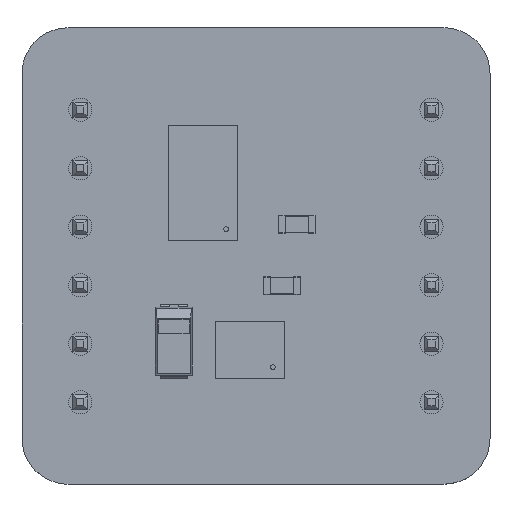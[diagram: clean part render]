
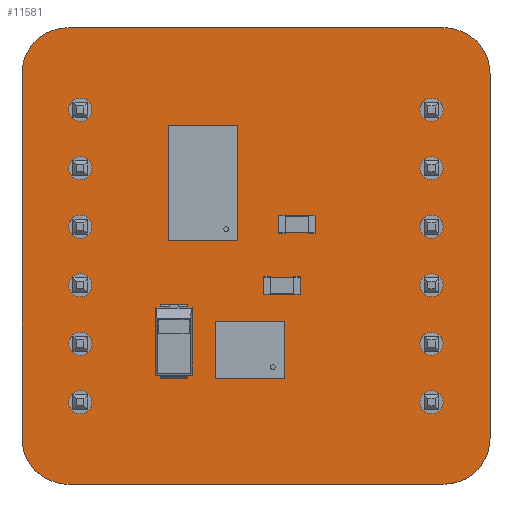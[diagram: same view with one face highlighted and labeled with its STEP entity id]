
A CAD part, top view. The second image highlights one B-rep face of the part: STEP entity #11581.
In plain terms, the highlighted planar face has unit normal (0, 0, 1).
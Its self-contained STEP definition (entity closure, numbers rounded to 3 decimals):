
#11268 = VERTEX_POINT('',#11269);
#11269 = CARTESIAN_POINT('',(18.463,19.809,1.6));
#11275 = EDGE_CURVE('',#11268,#11276,#11278,.T.);
#11276 = VERTEX_POINT('',#11277);
#11277 = CARTESIAN_POINT('',(20.32,17.812,1.6));
#11278 = CIRCLE('',#11279,1.998);
#11279 = AXIS2_PLACEMENT_3D('',#11280,#11281,#11282);
#11280 = CARTESIAN_POINT('',(18.322,17.817,1.6));
#11281 = DIRECTION('',(0.,0.,-1.));
#11282 = DIRECTION('',(0.07,0.998,0.));
#11310 = VERTEX_POINT('',#11311);
#11311 = CARTESIAN_POINT('',(18.32,19.812,1.6));
#11317 = EDGE_CURVE('',#11310,#11268,#11318,.T.);
#11318 = LINE('',#11319,#11320);
#11319 = CARTESIAN_POINT('',(18.32,19.812,1.6));
#11320 = VECTOR('',#11321,1.);
#11321 = DIRECTION('',(1.,-0.018,0.));
#11339 = EDGE_CURVE('',#11276,#11340,#11342,.T.);
#11340 = VERTEX_POINT('',#11341);
#11341 = CARTESIAN_POINT('',(20.32,2.,1.6));
#11342 = LINE('',#11343,#11344);
#11343 = CARTESIAN_POINT('',(20.32,17.812,1.6));
#11344 = VECTOR('',#11345,1.);
#11345 = DIRECTION('',(0.,-1.,0.));
#11581 = ADVANCED_FACE('',(#11582,#11660,#11671,#11682,#11693,#11704,
    #11715,#11726,#11737,#11748,#11759,#11770,#11781),#11792,.T.);
#11582 = FACE_BOUND('',#11583,.T.);
#11583 = EDGE_LOOP('',(#11584,#11585,#11586,#11594,#11603,#11611,#11619,
    #11628,#11636,#11644,#11653,#11659));
#11584 = ORIENTED_EDGE('',*,*,#11275,.F.);
#11585 = ORIENTED_EDGE('',*,*,#11317,.F.);
#11586 = ORIENTED_EDGE('',*,*,#11587,.F.);
#11587 = EDGE_CURVE('',#11588,#11310,#11590,.T.);
#11588 = VERTEX_POINT('',#11589);
#11589 = CARTESIAN_POINT('',(2.,19.812,1.6));
#11590 = LINE('',#11591,#11592);
#11591 = CARTESIAN_POINT('',(2.,19.812,1.6));
#11592 = VECTOR('',#11593,1.);
#11593 = DIRECTION('',(1.,0.,0.));
#11594 = ORIENTED_EDGE('',*,*,#11595,.F.);
#11595 = EDGE_CURVE('',#11596,#11588,#11598,.T.);
#11596 = VERTEX_POINT('',#11597);
#11597 = CARTESIAN_POINT('',(0.003,17.955,1.6));
#11598 = CIRCLE('',#11599,1.998);
#11599 = AXIS2_PLACEMENT_3D('',#11600,#11601,#11602);
#11600 = CARTESIAN_POINT('',(1.995,17.814,1.6));
#11601 = DIRECTION('',(0.,0.,-1.));
#11602 = DIRECTION('',(-0.998,0.07,0.));
#11603 = ORIENTED_EDGE('',*,*,#11604,.F.);
#11604 = EDGE_CURVE('',#11605,#11596,#11607,.T.);
#11605 = VERTEX_POINT('',#11606);
#11606 = CARTESIAN_POINT('',(0.,17.812,1.6));
#11607 = LINE('',#11608,#11609);
#11608 = CARTESIAN_POINT('',(0.,17.812,1.6));
#11609 = VECTOR('',#11610,1.);
#11610 = DIRECTION('',(0.018,1.,0.));
#11611 = ORIENTED_EDGE('',*,*,#11612,.F.);
#11612 = EDGE_CURVE('',#11613,#11605,#11615,.T.);
#11613 = VERTEX_POINT('',#11614);
#11614 = CARTESIAN_POINT('',(0.,2.,1.6));
#11615 = LINE('',#11616,#11617);
#11616 = CARTESIAN_POINT('',(0.,2.,1.6));
#11617 = VECTOR('',#11618,1.);
#11618 = DIRECTION('',(0.,1.,0.));
#11619 = ORIENTED_EDGE('',*,*,#11620,.F.);
#11620 = EDGE_CURVE('',#11621,#11613,#11623,.T.);
#11621 = VERTEX_POINT('',#11622);
#11622 = CARTESIAN_POINT('',(1.857,0.003,1.6));
#11623 = CIRCLE('',#11624,1.998);
#11624 = AXIS2_PLACEMENT_3D('',#11625,#11626,#11627);
#11625 = CARTESIAN_POINT('',(1.998,1.995,1.6));
#11626 = DIRECTION('',(0.,0.,-1.));
#11627 = DIRECTION('',(-0.07,-0.998,-0.));
#11628 = ORIENTED_EDGE('',*,*,#11629,.F.);
#11629 = EDGE_CURVE('',#11630,#11621,#11632,.T.);
#11630 = VERTEX_POINT('',#11631);
#11631 = CARTESIAN_POINT('',(2.,0.,1.6));
#11632 = LINE('',#11633,#11634);
#11633 = CARTESIAN_POINT('',(2.,0.,1.6));
#11634 = VECTOR('',#11635,1.);
#11635 = DIRECTION('',(-1.,0.018,0.));
#11636 = ORIENTED_EDGE('',*,*,#11637,.F.);
#11637 = EDGE_CURVE('',#11638,#11630,#11640,.T.);
#11638 = VERTEX_POINT('',#11639);
#11639 = CARTESIAN_POINT('',(18.32,0.,1.6));
#11640 = LINE('',#11641,#11642);
#11641 = CARTESIAN_POINT('',(18.32,0.,1.6));
#11642 = VECTOR('',#11643,1.);
#11643 = DIRECTION('',(-1.,0.,0.));
#11644 = ORIENTED_EDGE('',*,*,#11645,.F.);
#11645 = EDGE_CURVE('',#11646,#11638,#11648,.T.);
#11646 = VERTEX_POINT('',#11647);
#11647 = CARTESIAN_POINT('',(20.317,1.857,1.6));
#11648 = CIRCLE('',#11649,1.998);
#11649 = AXIS2_PLACEMENT_3D('',#11650,#11651,#11652);
#11650 = CARTESIAN_POINT('',(18.325,1.998,1.6));
#11651 = DIRECTION('',(0.,0.,-1.));
#11652 = DIRECTION('',(0.998,-0.07,0.));
#11653 = ORIENTED_EDGE('',*,*,#11654,.F.);
#11654 = EDGE_CURVE('',#11340,#11646,#11655,.T.);
#11655 = LINE('',#11656,#11657);
#11656 = CARTESIAN_POINT('',(20.32,2.,1.6));
#11657 = VECTOR('',#11658,1.);
#11658 = DIRECTION('',(-0.018,-1.,0.));
#11659 = ORIENTED_EDGE('',*,*,#11339,.F.);
#11660 = FACE_BOUND('',#11661,.T.);
#11661 = EDGE_LOOP('',(#11662));
#11662 = ORIENTED_EDGE('',*,*,#11663,.T.);
#11663 = EDGE_CURVE('',#11664,#11664,#11666,.T.);
#11664 = VERTEX_POINT('',#11665);
#11665 = CARTESIAN_POINT('',(2.53,3.056,1.6));
#11666 = CIRCLE('',#11667,0.5);
#11667 = AXIS2_PLACEMENT_3D('',#11668,#11669,#11670);
#11668 = CARTESIAN_POINT('',(2.53,3.556,1.6));
#11669 = DIRECTION('',(-0.,0.,-1.));
#11670 = DIRECTION('',(-0.,-1.,0.));
#11671 = FACE_BOUND('',#11672,.T.);
#11672 = EDGE_LOOP('',(#11673));
#11673 = ORIENTED_EDGE('',*,*,#11674,.T.);
#11674 = EDGE_CURVE('',#11675,#11675,#11677,.T.);
#11675 = VERTEX_POINT('',#11676);
#11676 = CARTESIAN_POINT('',(2.53,5.596,1.6));
#11677 = CIRCLE('',#11678,0.5);
#11678 = AXIS2_PLACEMENT_3D('',#11679,#11680,#11681);
#11679 = CARTESIAN_POINT('',(2.53,6.096,1.6));
#11680 = DIRECTION('',(-0.,0.,-1.));
#11681 = DIRECTION('',(-0.,-1.,0.));
#11682 = FACE_BOUND('',#11683,.T.);
#11683 = EDGE_LOOP('',(#11684));
#11684 = ORIENTED_EDGE('',*,*,#11685,.T.);
#11685 = EDGE_CURVE('',#11686,#11686,#11688,.T.);
#11686 = VERTEX_POINT('',#11687);
#11687 = CARTESIAN_POINT('',(2.53,8.136,1.6));
#11688 = CIRCLE('',#11689,0.5);
#11689 = AXIS2_PLACEMENT_3D('',#11690,#11691,#11692);
#11690 = CARTESIAN_POINT('',(2.53,8.636,1.6));
#11691 = DIRECTION('',(-0.,0.,-1.));
#11692 = DIRECTION('',(-0.,-1.,0.));
#11693 = FACE_BOUND('',#11694,.T.);
#11694 = EDGE_LOOP('',(#11695));
#11695 = ORIENTED_EDGE('',*,*,#11696,.T.);
#11696 = EDGE_CURVE('',#11697,#11697,#11699,.T.);
#11697 = VERTEX_POINT('',#11698);
#11698 = CARTESIAN_POINT('',(17.78,3.056,1.6));
#11699 = CIRCLE('',#11700,0.5);
#11700 = AXIS2_PLACEMENT_3D('',#11701,#11702,#11703);
#11701 = CARTESIAN_POINT('',(17.78,3.556,1.6));
#11702 = DIRECTION('',(-0.,0.,-1.));
#11703 = DIRECTION('',(-0.,-1.,0.));
#11704 = FACE_BOUND('',#11705,.T.);
#11705 = EDGE_LOOP('',(#11706));
#11706 = ORIENTED_EDGE('',*,*,#11707,.T.);
#11707 = EDGE_CURVE('',#11708,#11708,#11710,.T.);
#11708 = VERTEX_POINT('',#11709);
#11709 = CARTESIAN_POINT('',(17.78,5.596,1.6));
#11710 = CIRCLE('',#11711,0.5);
#11711 = AXIS2_PLACEMENT_3D('',#11712,#11713,#11714);
#11712 = CARTESIAN_POINT('',(17.78,6.096,1.6));
#11713 = DIRECTION('',(-0.,0.,-1.));
#11714 = DIRECTION('',(-0.,-1.,0.));
#11715 = FACE_BOUND('',#11716,.T.);
#11716 = EDGE_LOOP('',(#11717));
#11717 = ORIENTED_EDGE('',*,*,#11718,.T.);
#11718 = EDGE_CURVE('',#11719,#11719,#11721,.T.);
#11719 = VERTEX_POINT('',#11720);
#11720 = CARTESIAN_POINT('',(17.78,8.136,1.6));
#11721 = CIRCLE('',#11722,0.5);
#11722 = AXIS2_PLACEMENT_3D('',#11723,#11724,#11725);
#11723 = CARTESIAN_POINT('',(17.78,8.636,1.6));
#11724 = DIRECTION('',(-0.,0.,-1.));
#11725 = DIRECTION('',(-0.,-1.,0.));
#11726 = FACE_BOUND('',#11727,.T.);
#11727 = EDGE_LOOP('',(#11728));
#11728 = ORIENTED_EDGE('',*,*,#11729,.T.);
#11729 = EDGE_CURVE('',#11730,#11730,#11732,.T.);
#11730 = VERTEX_POINT('',#11731);
#11731 = CARTESIAN_POINT('',(2.53,10.676,1.6));
#11732 = CIRCLE('',#11733,0.5);
#11733 = AXIS2_PLACEMENT_3D('',#11734,#11735,#11736);
#11734 = CARTESIAN_POINT('',(2.53,11.176,1.6));
#11735 = DIRECTION('',(-0.,0.,-1.));
#11736 = DIRECTION('',(-0.,-1.,0.));
#11737 = FACE_BOUND('',#11738,.T.);
#11738 = EDGE_LOOP('',(#11739));
#11739 = ORIENTED_EDGE('',*,*,#11740,.T.);
#11740 = EDGE_CURVE('',#11741,#11741,#11743,.T.);
#11741 = VERTEX_POINT('',#11742);
#11742 = CARTESIAN_POINT('',(2.53,13.216,1.6));
#11743 = CIRCLE('',#11744,0.5);
#11744 = AXIS2_PLACEMENT_3D('',#11745,#11746,#11747);
#11745 = CARTESIAN_POINT('',(2.53,13.716,1.6));
#11746 = DIRECTION('',(-0.,0.,-1.));
#11747 = DIRECTION('',(-0.,-1.,0.));
#11748 = FACE_BOUND('',#11749,.T.);
#11749 = EDGE_LOOP('',(#11750));
#11750 = ORIENTED_EDGE('',*,*,#11751,.T.);
#11751 = EDGE_CURVE('',#11752,#11752,#11754,.T.);
#11752 = VERTEX_POINT('',#11753);
#11753 = CARTESIAN_POINT('',(2.53,15.756,1.6));
#11754 = CIRCLE('',#11755,0.5);
#11755 = AXIS2_PLACEMENT_3D('',#11756,#11757,#11758);
#11756 = CARTESIAN_POINT('',(2.53,16.256,1.6));
#11757 = DIRECTION('',(-0.,0.,-1.));
#11758 = DIRECTION('',(-0.,-1.,0.));
#11759 = FACE_BOUND('',#11760,.T.);
#11760 = EDGE_LOOP('',(#11761));
#11761 = ORIENTED_EDGE('',*,*,#11762,.T.);
#11762 = EDGE_CURVE('',#11763,#11763,#11765,.T.);
#11763 = VERTEX_POINT('',#11764);
#11764 = CARTESIAN_POINT('',(17.78,10.676,1.6));
#11765 = CIRCLE('',#11766,0.5);
#11766 = AXIS2_PLACEMENT_3D('',#11767,#11768,#11769);
#11767 = CARTESIAN_POINT('',(17.78,11.176,1.6));
#11768 = DIRECTION('',(-0.,0.,-1.));
#11769 = DIRECTION('',(-0.,-1.,0.));
#11770 = FACE_BOUND('',#11771,.T.);
#11771 = EDGE_LOOP('',(#11772));
#11772 = ORIENTED_EDGE('',*,*,#11773,.T.);
#11773 = EDGE_CURVE('',#11774,#11774,#11776,.T.);
#11774 = VERTEX_POINT('',#11775);
#11775 = CARTESIAN_POINT('',(17.78,13.216,1.6));
#11776 = CIRCLE('',#11777,0.5);
#11777 = AXIS2_PLACEMENT_3D('',#11778,#11779,#11780);
#11778 = CARTESIAN_POINT('',(17.78,13.716,1.6));
#11779 = DIRECTION('',(-0.,0.,-1.));
#11780 = DIRECTION('',(-0.,-1.,0.));
#11781 = FACE_BOUND('',#11782,.T.);
#11782 = EDGE_LOOP('',(#11783));
#11783 = ORIENTED_EDGE('',*,*,#11784,.T.);
#11784 = EDGE_CURVE('',#11785,#11785,#11787,.T.);
#11785 = VERTEX_POINT('',#11786);
#11786 = CARTESIAN_POINT('',(17.78,15.756,1.6));
#11787 = CIRCLE('',#11788,0.5);
#11788 = AXIS2_PLACEMENT_3D('',#11789,#11790,#11791);
#11789 = CARTESIAN_POINT('',(17.78,16.256,1.6));
#11790 = DIRECTION('',(-0.,0.,-1.));
#11791 = DIRECTION('',(-0.,-1.,0.));
#11792 = PLANE('',#11793);
#11793 = AXIS2_PLACEMENT_3D('',#11794,#11795,#11796);
#11794 = CARTESIAN_POINT('',(0.,0.,1.6));
#11795 = DIRECTION('',(0.,0.,1.));
#11796 = DIRECTION('',(1.,0.,-0.));
